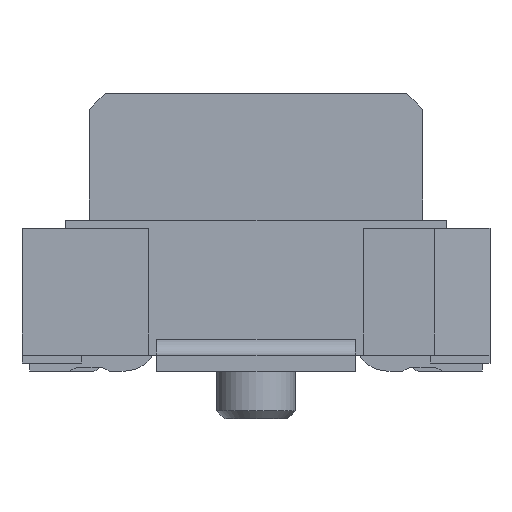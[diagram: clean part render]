
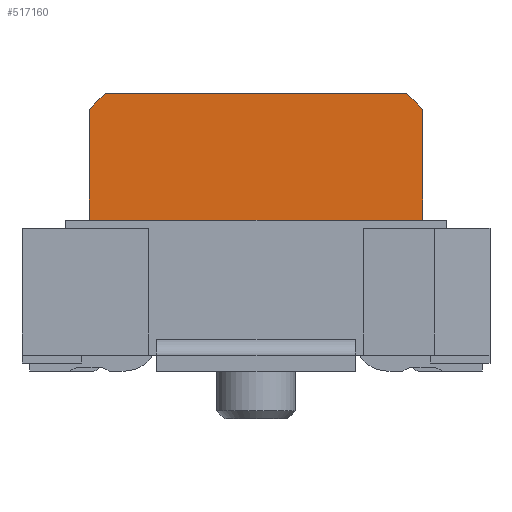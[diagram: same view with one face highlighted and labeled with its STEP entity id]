
A CAD part, front view. The second image highlights one B-rep face of the part: STEP entity #517160.
In plain terms, the highlighted planar face has unit normal (0, -1, 0).
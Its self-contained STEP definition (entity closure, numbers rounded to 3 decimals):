
#458000=CARTESIAN_POINT('',(0.,-1.05,3.508));
#458010=DIRECTION('',(1.,0.,0.));
#458020=VECTOR('',#458010,1.);
#458030=LINE('',#458000,#458020);
#458040=CARTESIAN_POINT('',(-3.259,-1.05,3.508));
#458050=VERTEX_POINT('',#458040);
#458060=CARTESIAN_POINT('',(0.541,-1.05,3.508));
#458070=VERTEX_POINT('',#458060);
#458080=EDGE_CURVE('',#458050,#458070,#458030,.T.);
#502770=CARTESIAN_POINT('',(-3.159,-1.05,1.708));
#502780=VERTEX_POINT('',#502770);
#502830=CARTESIAN_POINT('',(-3.159,-1.05,0.));
#502840=DIRECTION('',(0.,0.,1.));
#502850=VECTOR('',#502840,1.);
#502860=LINE('',#502830,#502850);
#502870=CARTESIAN_POINT('',(-3.159,-1.05,1.308));
#502880=VERTEX_POINT('',#502870);
#502890=EDGE_CURVE('',#502880,#502780,#502860,.T.);
#504340=CARTESIAN_POINT('',(0.,-1.05,1.308));
#504350=DIRECTION('',(1.,0.,0.));
#504360=VECTOR('',#504350,1.);
#504370=LINE('',#504340,#504360);
#504380=CARTESIAN_POINT('',(0.441,-1.05,1.308));
#504390=VERTEX_POINT('',#504380);
#504400=EDGE_CURVE('',#502880,#504390,#504370,.T.);
#507210=CARTESIAN_POINT('',(0.741,-1.05,3.308));
#507220=VERTEX_POINT('',#507210);
#507250=CARTESIAN_POINT('',(4.049,-1.05,0.));
#507260=DIRECTION('',(0.707,0.,-0.707));
#507270=VECTOR('',#507260,1.);
#507280=LINE('',#507250,#507270);
#507290=EDGE_CURVE('',#458070,#507220,#507280,.T.);
#507460=CARTESIAN_POINT('',(-6.767,-1.05,0.));
#507470=DIRECTION('',(0.707,0.,0.707));
#507480=VECTOR('',#507470,1.);
#507490=LINE('',#507460,#507480);
#507500=CARTESIAN_POINT('',(-3.459,-1.05,3.308));
#507510=VERTEX_POINT('',#507500);
#507520=EDGE_CURVE('',#507510,#458050,#507490,.T.);
#513500=CARTESIAN_POINT('',(0.441,-1.05,1.708));
#513510=VERTEX_POINT('',#513500);
#513610=CARTESIAN_POINT('',(0.441,-1.05,0.));
#513620=DIRECTION('',(0.,0.,-1.));
#513630=VECTOR('',#513620,1.);
#513640=LINE('',#513610,#513630);
#513650=EDGE_CURVE('',#513510,#504390,#513640,.T.);
#516630=CARTESIAN_POINT('',(0.741,-1.05,1.808));
#516640=DIRECTION('',(-0.,-1.,-0.));
#516650=DIRECTION('',(-1.,0.,0.));
#516660=AXIS2_PLACEMENT_3D('',#516630,#516640,#516650);
#516670=PLANE('',#516660);
#516680=ORIENTED_EDGE('',*,*,#507520,.F.);
#516690=ORIENTED_EDGE('',*,*,#458080,.F.);
#516700=ORIENTED_EDGE('',*,*,#507290,.F.);
#516710=CARTESIAN_POINT('',(0.741,-1.05,0.));
#516720=DIRECTION('',(0.,0.,-1.));
#516730=VECTOR('',#516720,1.);
#516740=LINE('',#516710,#516730);
#516750=CARTESIAN_POINT('',(0.741,-1.05,1.808));
#516760=VERTEX_POINT('',#516750);
#516770=EDGE_CURVE('',#507220,#516760,#516740,.T.);
#516780=ORIENTED_EDGE('',*,*,#516770,.F.);
#516790=CARTESIAN_POINT('',(0.,-1.05,1.808));
#516800=DIRECTION('',(1.,0.,0.));
#516810=VECTOR('',#516800,1.);
#516820=LINE('',#516790,#516810);
#516830=CARTESIAN_POINT('',(0.541,-1.05,1.808));
#516840=VERTEX_POINT('',#516830);
#516850=EDGE_CURVE('',#516840,#516760,#516820,.T.);
#516860=ORIENTED_EDGE('',*,*,#516850,.T.);
#516870=CARTESIAN_POINT('',(-1.267,-1.05,0.));
#516880=DIRECTION('',(0.707,0.,0.707));
#516890=VECTOR('',#516880,1.);
#516900=LINE('',#516870,#516890);
#516910=EDGE_CURVE('',#513510,#516840,#516900,.T.);
#516920=ORIENTED_EDGE('',*,*,#516910,.T.);
#516930=ORIENTED_EDGE('',*,*,#513650,.F.);
#516940=ORIENTED_EDGE('',*,*,#504400,.T.);
#516950=ORIENTED_EDGE('',*,*,#502890,.F.);
#516960=CARTESIAN_POINT('',(-1.451,-1.05,0.));
#516970=DIRECTION('',(0.707,0.,-0.707));
#516980=VECTOR('',#516970,1.);
#516990=LINE('',#516960,#516980);
#517000=CARTESIAN_POINT('',(-3.259,-1.05,1.808));
#517010=VERTEX_POINT('',#517000);
#517020=EDGE_CURVE('',#517010,#502780,#516990,.T.);
#517030=ORIENTED_EDGE('',*,*,#517020,.T.);
#517040=CARTESIAN_POINT('',(-3.459,-1.05,1.808));
#517050=VERTEX_POINT('',#517040);
#517060=EDGE_CURVE('',#517050,#517010,#516820,.T.);
#517070=ORIENTED_EDGE('',*,*,#517060,.T.);
#517080=CARTESIAN_POINT('',(-3.459,-1.05,0.));
#517090=DIRECTION('',(0.,0.,1.));
#517100=VECTOR('',#517090,1.);
#517110=LINE('',#517080,#517100);
#517120=EDGE_CURVE('',#517050,#507510,#517110,.T.);
#517130=ORIENTED_EDGE('',*,*,#517120,.F.);
#517140=EDGE_LOOP('',(#517130,#517070,#517030,#516950,#516940,#516930,
#516920,#516860,#516780,#516700,#516690,#516680));
#517150=FACE_OUTER_BOUND('',#517140,.T.);
#517160=ADVANCED_FACE('',(#517150),#516670,.T.);
